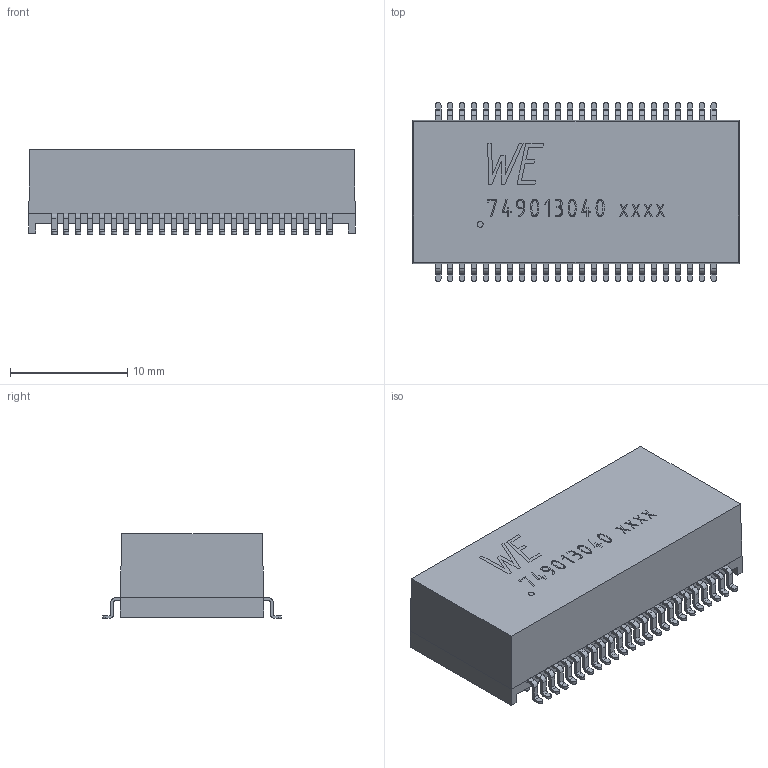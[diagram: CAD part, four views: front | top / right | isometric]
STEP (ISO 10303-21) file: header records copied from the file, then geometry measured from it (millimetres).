
FILE_DESCRIPTION(('STEP AP242'),'1');
FILE_NAME('749013040.stp','2022-12-15T06:18:36',('TraceParts'),('TraceParts S.A.'),'Spatial InterOp 3D',' ',' ');
FILE_SCHEMA(('AP242_MANAGED_MODEL_BASED_3D_ENGINEERING_MIM_LF {1 0 10303 442 1 1 4}'));
Length unit declared in the file: millimetre
Products named in the file (1): 749013040_1
Bounding box: 27.81 x 15.24 x 7.24 mm (x, y, z)
Volume: 763.1 mm3; surface area: 2081.9 mm2
Topology: 50 solids, 50 shells, 1429 faces, 4082 edges, 2726 vertices
Faces by surface type: plane 888, cylinder 482, extrusion 59
Entity records: 56475 total; most frequent: CARTESIAN_POINT 11718, ORIENTED_EDGE 8164, DIRECTION 7522, EDGE_CURVE 4082, VECTOR 2750, VERTEX_POINT 2726, LINE 2691, AXIS2_PLACEMENT_3D 2386
